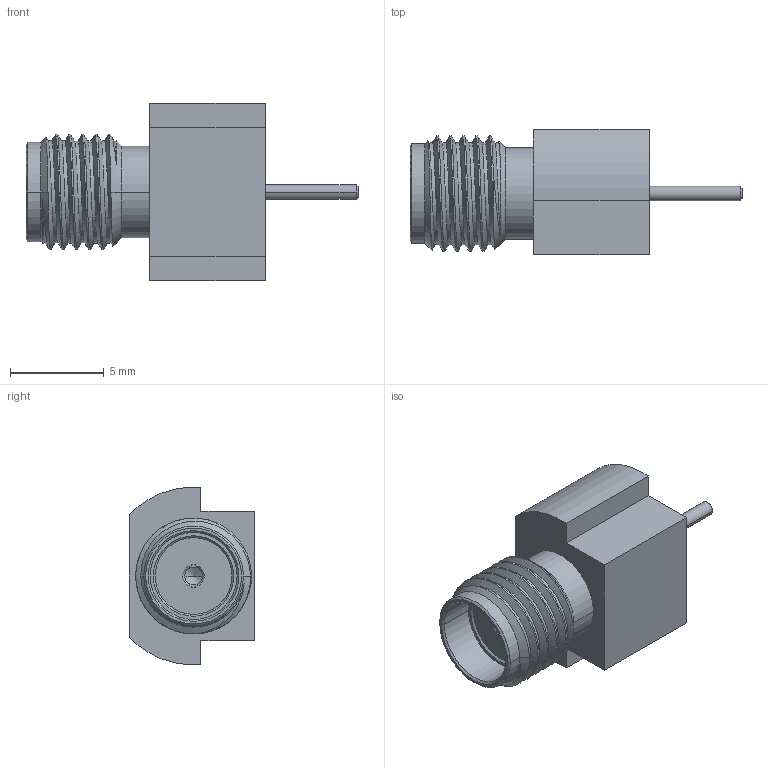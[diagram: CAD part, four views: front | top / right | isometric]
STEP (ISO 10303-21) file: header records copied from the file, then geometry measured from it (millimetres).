
FILE_DESCRIPTION((''),'2;1');
FILE_NAME('132372_SW0002','2020-05-08T',('karthik'),(''),'CREO PARAMETRIC BY PTC INC, 2018360','CREO PARAMETRIC BY PTC INC, 2018360','');
FILE_SCHEMA(('CONFIG_CONTROL_DESIGN'));
Length unit declared in the file: millimetre
Products named in the file (1): 132372_SW0002
Bounding box: 17.75 x 6.7 x 9.48 mm (x, y, z)
Volume: 450.7 mm3; surface area: 503.9 mm2
Topology: 1 solids, 1 shells, 66 faces, 164 edges, 103 vertices
Faces by surface type: cylinder 23, plane 18, cone 16, bspline 9
Entity records: 3847 total; most frequent: CARTESIAN_POINT 2313, ORIENTED_EDGE 324, DIRECTION 284, EDGE_CURVE 162, AXIS2_PLACEMENT_3D 105, VERTEX_POINT 103, VECTOR 74, LINE 74
